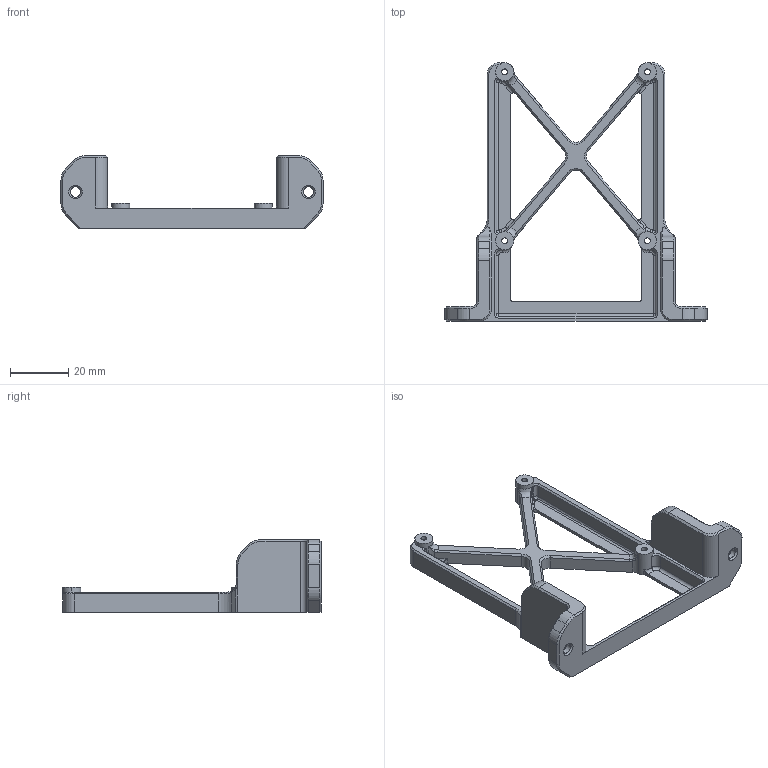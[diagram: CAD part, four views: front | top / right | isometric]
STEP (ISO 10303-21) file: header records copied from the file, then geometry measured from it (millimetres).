
FILE_DESCRIPTION((''),'2;1');
FILE_NAME('RASPI_BACKMOUNT','2021-01-21T20:31:26',('Markus'),(''),'CREO PARAMETRIC BY PTC INC, 2020053','CREO PARAMETRIC BY PTC INC, 2020053','');
FILE_SCHEMA(('CONFIG_CONTROL_DESIGN'));
Length unit declared in the file: millimetre
Products named in the file (1): RASPI_BACKMOUNT
Bounding box: 90 x 88.7 x 25 mm (x, y, z)
Volume: 17667.4 mm3; surface area: 13061.6 mm2
Topology: 1 solids, 1 shells, 291 faces, 746 edges, 444 vertices
Faces by surface type: plane 112, cylinder 85, cone 48, bspline 26, torus 14, sphere 6
Entity records: 9587 total; most frequent: CARTESIAN_POINT 2613, ORIENTED_EDGE 1468, DIRECTION 1430, EDGE_CURVE 734, AXIS2_PLACEMENT_3D 508, VERTEX_POINT 444, VECTOR 414, LINE 414
